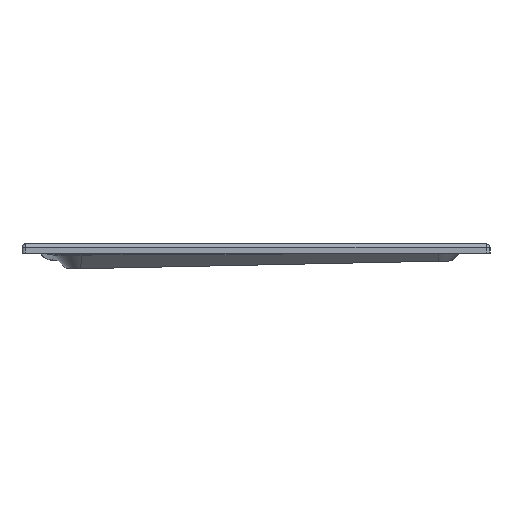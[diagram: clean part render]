
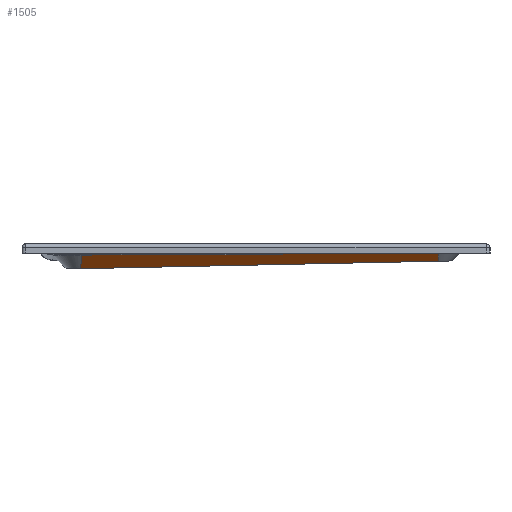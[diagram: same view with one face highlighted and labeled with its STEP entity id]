
A CAD part, front view. The second image highlights one B-rep face of the part: STEP entity #1505.
In plain terms, the highlighted face is planar.
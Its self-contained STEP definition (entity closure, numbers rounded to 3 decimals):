
#477=CARTESIAN_POINT('',(-634.256,53.54,8.128));
#478=VERTEX_POINT('',#477);
#494=CARTESIAN_POINT('',(-625.128,-710.422,15.004));
#495=VERTEX_POINT('',#494);
#496=CARTESIAN_POINT('',(-657.087,756.167,16.236));
#497=CARTESIAN_POINT('',(-627.647,-13.15,2.918));
#498=CARTESIAN_POINT('',(-624.838,-783.025,16.236));
#506=(BOUNDED_CURVE()B_SPLINE_CURVE(2,(#496,#497,#498),.UNSPECIFIED.,.F.,.U.)B_SPLINE_CURVE_WITH_KNOTS((3,3),(0.0,153.97),.UNSPECIFIED.)CURVE()GEOMETRIC_REPRESENTATION_ITEM()RATIONAL_B_SPLINE_CURVE((1.0,1.596,1.0))REPRESENTATION_ITEM(''));
#507=EDGE_CURVE('',#478,#495,#506,.T.);
#1444=CARTESIAN_POINT('',(-606.134,54.129,-20.0));
#1445=VERTEX_POINT('',#1444);
#1446=CARTESIAN_POINT('',(-606.134,54.129,-20.0));
#1447=DIRECTION('',(-0.707,-0.015,0.707));
#1448=VECTOR('',#1447,39.78);
#1449=LINE('',#1446,#1448);
#1450=EDGE_CURVE('',#478,#1445,#1449,.F.);
#1474=CARTESIAN_POINT('',(-605.0,0.0,-20.0));
#1475=DIRECTION('',(-0.707,-0.015,-0.707));
#1476=DIRECTION('',(-0.707,0.,0.707));
#1477=AXIS2_PLACEMENT_3D('',#1474,#1475,#1476);
#1478=PLANE('',#1477);
#1479=CARTESIAN_POINT('',(-605.0,0.0,-20.0));
#1480=VERTEX_POINT('',#1479);
#1481=CARTESIAN_POINT('',(-606.134,54.129,-20.0));
#1482=DIRECTION('',(0.021,-1.,0.0));
#1483=VECTOR('',#1482,54.141);
#1484=LINE('',#1481,#1483);
#1485=EDGE_CURVE('',#1480,#1445,#1484,.F.);
#1486=ORIENTED_EDGE('',*,*,#1485,.F.);
#1487=CARTESIAN_POINT('',(-605.0,-710.0,-5.128));
#1488=VERTEX_POINT('',#1487);
#1489=CARTESIAN_POINT('',(-605.0,0.,-20.));
#1490=DIRECTION('',(0.0,-1.,0.021));
#1491=VECTOR('',#1490,710.156);
#1492=LINE('',#1489,#1491);
#1493=EDGE_CURVE('',#1488,#1480,#1492,.F.);
#1494=ORIENTED_EDGE('',*,*,#1493,.F.);
#1495=CARTESIAN_POINT('',(-605.0,-710.0,-5.128));
#1496=DIRECTION('',(-0.707,-0.015,0.707));
#1497=VECTOR('',#1496,28.471);
#1498=LINE('',#1495,#1497);
#1499=EDGE_CURVE('',#495,#1488,#1498,.F.);
#1500=ORIENTED_EDGE('',*,*,#1499,.F.);
#1501=ORIENTED_EDGE('',*,*,#507,.F.);
#1502=ORIENTED_EDGE('',*,*,#1450,.T.);
#1503=EDGE_LOOP('',(#1486,#1494,#1500,#1501,#1502));
#1504=FACE_OUTER_BOUND('',#1503,.T.);
#1505=ADVANCED_FACE('',(#1504),#1478,.T.);
